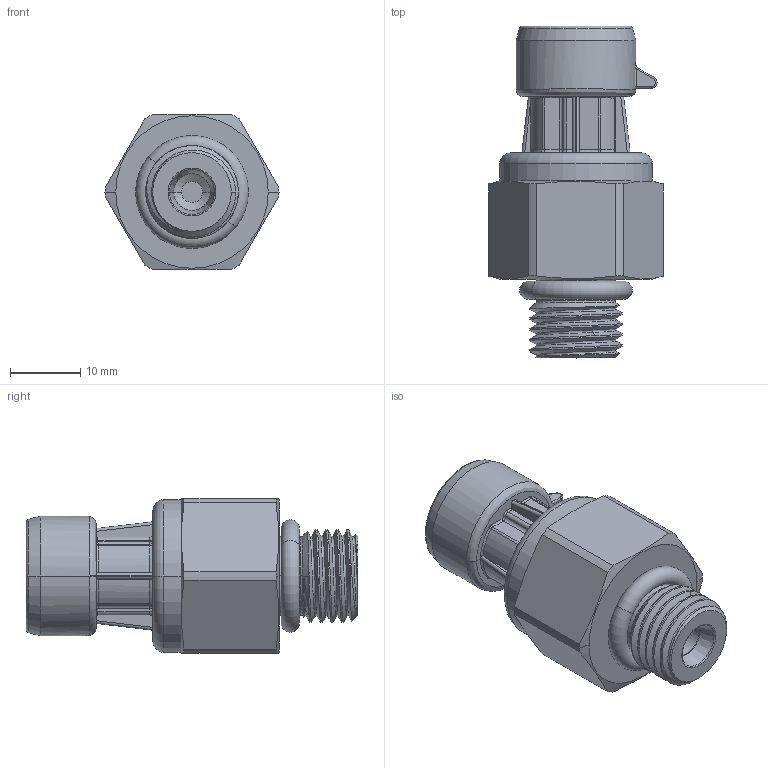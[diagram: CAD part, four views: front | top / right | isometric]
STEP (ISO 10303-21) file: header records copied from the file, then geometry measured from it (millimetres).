
FILE_DESCRIPTION((''),'2;1');
FILE_NAME('32312587-001_SW0001','2015-11-06T',('e206552'),(''),'PRO/ENGINEER BY PARAMETRIC TECHNOLOGY CORPORATION, 2014430','PRO/ENGINEER BY PARAMETRIC TECHNOLOGY CORPORATION, 2014430','');
FILE_SCHEMA(('CONFIG_CONTROL_DESIGN'));
Length unit declared in the file: millimetre
Products named in the file (1): 32312587-001_SW0001
Bounding box: 24.7 x 47.1 x 22 mm (x, y, z)
Volume: 9776.7 mm3; surface area: 4969.7 mm2
Topology: 1 solids, 1 shells, 323 faces, 775 edges, 463 vertices
Faces by surface type: plane 98, bspline 82, cylinder 69, cone 32, torus 29, extrusion 13
Entity records: 15100 total; most frequent: CARTESIAN_POINT 8334, ORIENTED_EDGE 1550, DIRECTION 1169, EDGE_CURVE 775, VERTEX_POINT 463, AXIS2_PLACEMENT_3D 433, EDGE_LOOP 332, FACE_OUTER_BOUND 323
